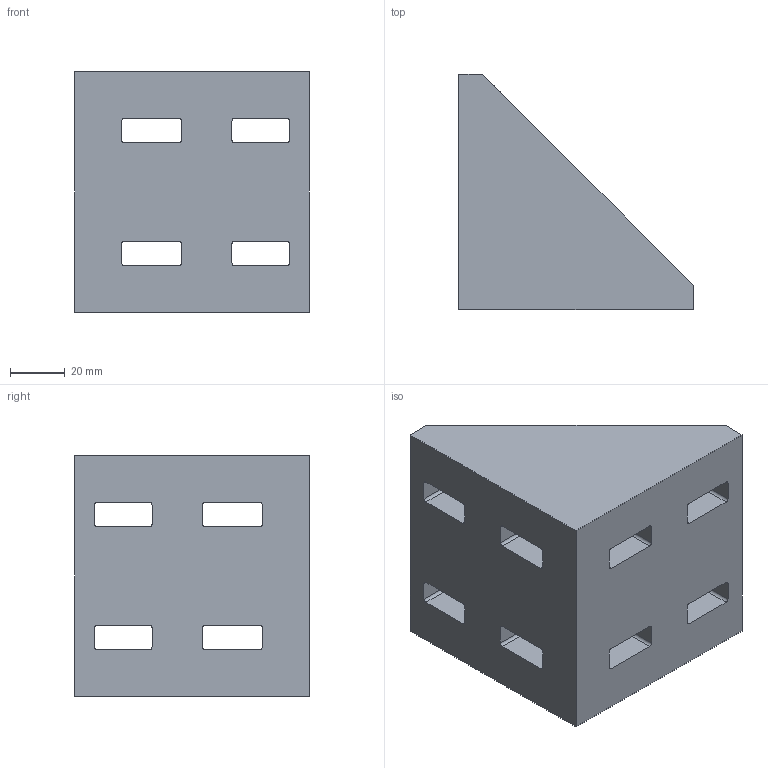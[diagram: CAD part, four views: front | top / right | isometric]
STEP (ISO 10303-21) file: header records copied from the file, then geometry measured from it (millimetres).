
FILE_DESCRIPTION(('STEP AP203'),'1');
FILE_NAME('FIXE08N1070.stp','2023-10-23T13:01:08',(' '),(' '),'Spatial InterOp 3D',' ',' ');
FILE_SCHEMA(('CONFIG_CONTROL_DESIGN'));
Length unit declared in the file: millimetre
Products named in the file (1): Equerre 8 90x90x90 Al brut
Bounding box: 86 x 86 x 88 mm (x, y, z)
Volume: 160921.9 mm3; surface area: 45639.7 mm2
Topology: 1 solids, 1 shells, 80 faces, 231 edges, 154 vertices
Faces by surface type: plane 43, cylinder 37
Entity records: 2863 total; most frequent: DIRECTION 467, CARTESIAN_POINT 466, ORIENTED_EDGE 462, EDGE_CURVE 231, LINE 157, VECTOR 157, AXIS2_PLACEMENT_3D 155, VERTEX_POINT 154
